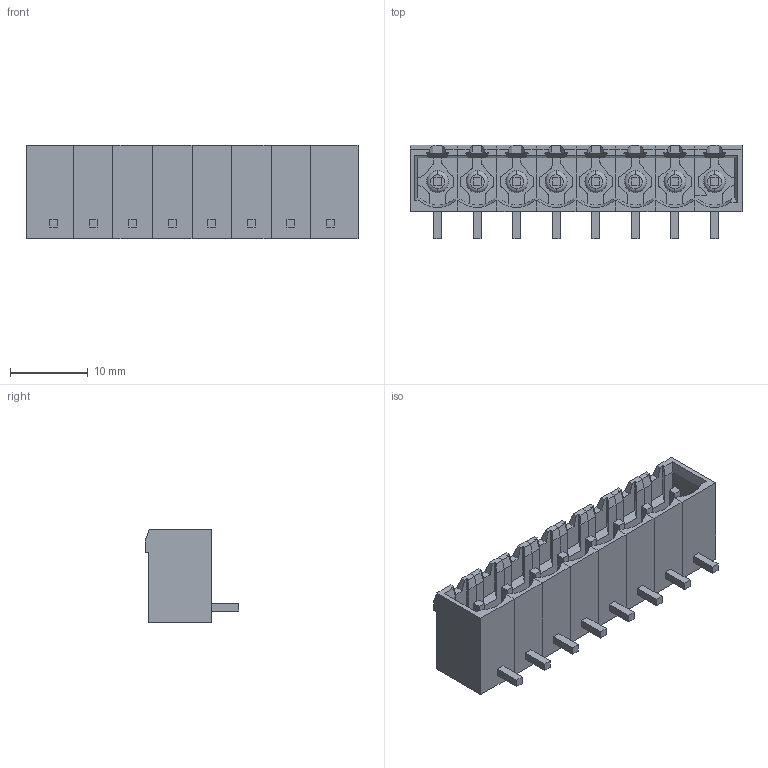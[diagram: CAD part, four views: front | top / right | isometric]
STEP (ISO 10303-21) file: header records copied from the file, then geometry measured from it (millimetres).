
FILE_DESCRIPTION(('STEP AP214'),'1');
FILE_NAME('70474117.stp','2018-08-06T10:50:40',('TraceParts'),('TraceParts S.A.'),'Spatial InterOp 3D',' ',' ');
FILE_SCHEMA(('automotive_design'));
Length unit declared in the file: millimetre
Products named in the file (8): 70474117_1; 70474117_2; 70474117_3; 70474117_4; 70474117_5; 70474117_6; 70474117_7; 70474117_8
Bounding box: 42.64 x 12 x 12 mm (x, y, z)
Volume: 1981.9 mm3; surface area: 4176.6 mm2
Topology: 8 solids, 8 shells, 587 faces, 1573 edges, 1026 vertices
Faces by surface type: plane 403, cylinder 136, torus 32, cone 16
Entity records: 18659 total; most frequent: CARTESIAN_POINT 3741, ORIENTED_EDGE 3146, DIRECTION 2993, EDGE_CURVE 1573, LINE 1181, VECTOR 1181, VERTEX_POINT 1026, AXIS2_PLACEMENT_3D 906
